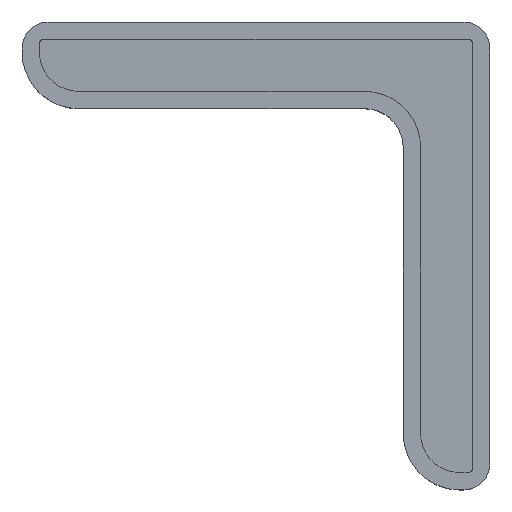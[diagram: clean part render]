
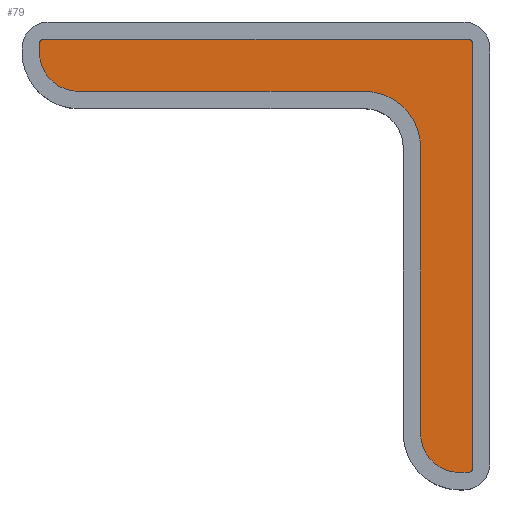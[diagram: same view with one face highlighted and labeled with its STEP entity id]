
A CAD part, top view. The second image highlights one B-rep face of the part: STEP entity #79.
In plain terms, the highlighted planar face has unit normal (0, 0, 1).
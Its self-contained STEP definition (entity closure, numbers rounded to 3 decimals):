
#79 = ADVANCED_FACE( '', ( #124 ), #125, .T. );
#124 = FACE_OUTER_BOUND( '', #203, .T. );
#125 = PLANE( '', #204 );
#203 = EDGE_LOOP( '', ( #321, #322, #323, #324, #325, #326, #327, #328, #329, #330, #331, #332 ) );
#204 = AXIS2_PLACEMENT_3D( '', #333, #334, #335 );
#321 = ORIENTED_EDGE( '', *, *, #604, .T. );
#322 = ORIENTED_EDGE( '', *, *, #607, .T. );
#323 = ORIENTED_EDGE( '', *, *, #608, .T. );
#324 = ORIENTED_EDGE( '', *, *, #609, .T. );
#325 = ORIENTED_EDGE( '', *, *, #610, .T. );
#326 = ORIENTED_EDGE( '', *, *, #611, .T. );
#327 = ORIENTED_EDGE( '', *, *, #612, .T. );
#328 = ORIENTED_EDGE( '', *, *, #613, .T. );
#329 = ORIENTED_EDGE( '', *, *, #614, .T. );
#330 = ORIENTED_EDGE( '', *, *, #615, .T. );
#331 = ORIENTED_EDGE( '', *, *, #616, .T. );
#332 = ORIENTED_EDGE( '', *, *, #617, .T. );
#333 = CARTESIAN_POINT( '', ( -0.5, -49.5, -13. ) );
#334 = DIRECTION( '', ( 0., 0., 1. ) );
#335 = DIRECTION( '', ( 1., 0., 0. ) );
#604 = EDGE_CURVE( '', #724, #722, #725, .T. );
#607 = EDGE_CURVE( '', #722, #727, #729, .T. );
#608 = EDGE_CURVE( '', #727, #730, #731, .T. );
#609 = EDGE_CURVE( '', #730, #732, #733, .T. );
#610 = EDGE_CURVE( '', #732, #734, #735, .T. );
#611 = EDGE_CURVE( '', #734, #736, #737, .T. );
#612 = EDGE_CURVE( '', #736, #738, #739, .T. );
#613 = EDGE_CURVE( '', #738, #740, #741, .T. );
#614 = EDGE_CURVE( '', #740, #742, #743, .T. );
#615 = EDGE_CURVE( '', #742, #744, #745, .T. );
#616 = EDGE_CURVE( '', #744, #746, #747, .T. );
#617 = EDGE_CURVE( '', #746, #724, #748, .T. );
#722 = VERTEX_POINT( '', #886 );
#724 = VERTEX_POINT( '', #889 );
#725 = CIRCLE( '', #890, 0.5 );
#727 = VERTEX_POINT( '', #893 );
#729 = LINE( '', #896, #897 );
#730 = VERTEX_POINT( '', #898 );
#731 = CIRCLE( '', #899, 0.5 );
#732 = VERTEX_POINT( '', #900 );
#733 = LINE( '', #901, #902 );
#734 = VERTEX_POINT( '', #903 );
#735 = CIRCLE( '', #904, 0.5 );
#736 = VERTEX_POINT( '', #905 );
#737 = LINE( '', #906, #907 );
#738 = VERTEX_POINT( '', #908 );
#739 = CIRCLE( '', #909, 4.5 );
#740 = VERTEX_POINT( '', #910 );
#741 = LINE( '', #911, #912 );
#742 = VERTEX_POINT( '', #913 );
#743 = CIRCLE( '', #914, 6.5 );
#744 = VERTEX_POINT( '', #915 );
#745 = LINE( '', #916, #917 );
#746 = VERTEX_POINT( '', #918 );
#747 = CIRCLE( '', #919, 4.5 );
#748 = LINE( '', #920, #921 );
#886 = CARTESIAN_POINT( '', ( 0., -49.5, -13. ) );
#889 = CARTESIAN_POINT( '', ( -0.5, -50., -13. ) );
#890 = AXIS2_PLACEMENT_3D( '', #1077, #1078, #1079 );
#893 = CARTESIAN_POINT( '', ( 0., -0.5, -13. ) );
#896 = CARTESIAN_POINT( '', ( 0., -49.5, -13. ) );
#897 = VECTOR( '', #1082, 1000. );
#898 = CARTESIAN_POINT( '', ( -0.5, 0., -13. ) );
#899 = AXIS2_PLACEMENT_3D( '', #1083, #1084, #1085 );
#900 = CARTESIAN_POINT( '', ( -49.5, 0., -13. ) );
#901 = CARTESIAN_POINT( '', ( -0.5, 0., -13. ) );
#902 = VECTOR( '', #1086, 1000. );
#903 = CARTESIAN_POINT( '', ( -50., -0.5, -13. ) );
#904 = AXIS2_PLACEMENT_3D( '', #1087, #1088, #1089 );
#905 = CARTESIAN_POINT( '', ( -50., -1.5, -13. ) );
#906 = CARTESIAN_POINT( '', ( -50., -0.5, -13. ) );
#907 = VECTOR( '', #1090, 1000. );
#908 = CARTESIAN_POINT( '', ( -45.5, -6., -13. ) );
#909 = AXIS2_PLACEMENT_3D( '', #1091, #1092, #1093 );
#910 = CARTESIAN_POINT( '', ( -12.5, -6., -13. ) );
#911 = CARTESIAN_POINT( '', ( -45.5, -6., -13. ) );
#912 = VECTOR( '', #1094, 1000. );
#913 = CARTESIAN_POINT( '', ( -6., -12.5, -13. ) );
#914 = AXIS2_PLACEMENT_3D( '', #1095, #1096, #1097 );
#915 = CARTESIAN_POINT( '', ( -6., -45.5, -13. ) );
#916 = CARTESIAN_POINT( '', ( -6., -12.5, -13. ) );
#917 = VECTOR( '', #1098, 1000. );
#918 = CARTESIAN_POINT( '', ( -1.5, -50., -13. ) );
#919 = AXIS2_PLACEMENT_3D( '', #1099, #1100, #1101 );
#920 = CARTESIAN_POINT( '', ( -1.5, -50., -13. ) );
#921 = VECTOR( '', #1102, 1000. );
#1077 = CARTESIAN_POINT( '', ( -0.5, -49.5, -13. ) );
#1078 = DIRECTION( '', ( 0., 0., 1. ) );
#1079 = DIRECTION( '', ( 0., -1., 0. ) );
#1082 = DIRECTION( '', ( 0., 1., 0. ) );
#1083 = CARTESIAN_POINT( '', ( -0.5, -0.5, -13. ) );
#1084 = DIRECTION( '', ( 0., 0., 1. ) );
#1085 = DIRECTION( '', ( 1., 0., 0. ) );
#1086 = DIRECTION( '', ( -1., 0., 0. ) );
#1087 = CARTESIAN_POINT( '', ( -49.5, -0.5, -13. ) );
#1088 = DIRECTION( '', ( 0., 0., 1. ) );
#1089 = DIRECTION( '', ( 0., 1., 0. ) );
#1090 = DIRECTION( '', ( 0., -1., 0. ) );
#1091 = CARTESIAN_POINT( '', ( -45.5, -1.5, -13. ) );
#1092 = DIRECTION( '', ( 0., 0., 1. ) );
#1093 = DIRECTION( '', ( -1., 0., 0. ) );
#1094 = DIRECTION( '', ( 1., 0., 0. ) );
#1095 = CARTESIAN_POINT( '', ( -12.5, -12.5, -13. ) );
#1096 = DIRECTION( '', ( 0., 0., -1. ) );
#1097 = DIRECTION( '', ( 0., 1., 0. ) );
#1098 = DIRECTION( '', ( 0., -1., 0. ) );
#1099 = CARTESIAN_POINT( '', ( -1.5, -45.5, -13. ) );
#1100 = DIRECTION( '', ( 0., 0., 1. ) );
#1101 = DIRECTION( '', ( -1., 0., 0. ) );
#1102 = DIRECTION( '', ( 1., 0., 0. ) );
